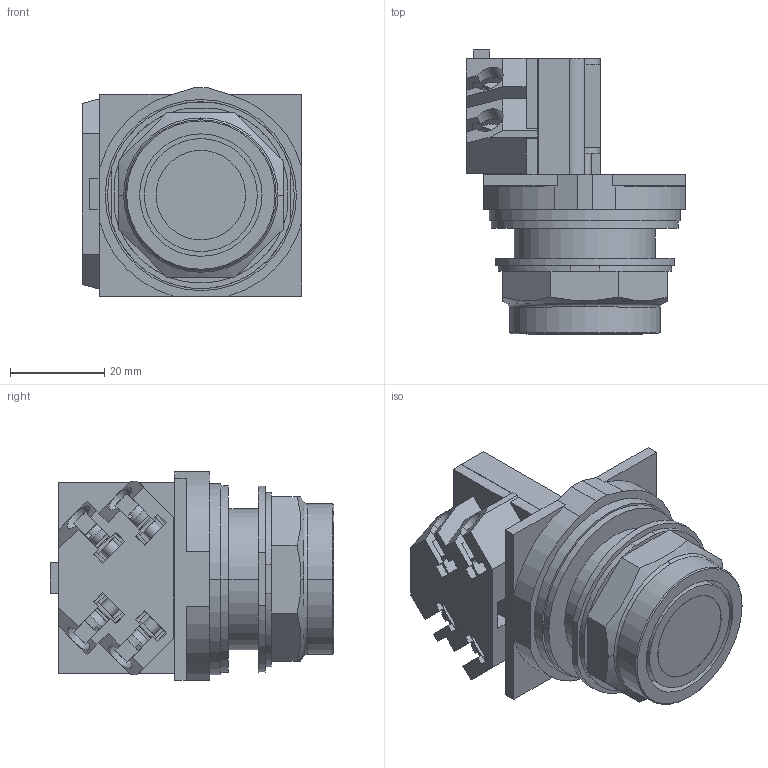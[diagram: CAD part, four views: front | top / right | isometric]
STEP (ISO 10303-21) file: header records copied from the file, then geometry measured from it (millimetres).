
FILE_DESCRIPTION((''),'2;1');
FILE_NAME('9001SKR1UH13_ASM','2021-04-06T14:23:50',('SESA592305'),('Schneider-Electric'),'CREO PARAMETRIC BY PTC INC, 2019471','CREO PARAMETRIC BY PTC INC, 2019471','');
FILE_SCHEMA(('AP242_MANAGED_MODEL_BASED_3D_ENGINEERING_MIM_LF { 1 0 10303 442 1 1 4 }'));
Products named in the file (6): LUMP1; LUMP2; PRODUCT_ID_1_PRODUCT_DEFINITION_ASM; 9001SKR1U_3D_ASM; 9001KA1_3D; 9001SKR1UH13_ASM
Assembly tree (5 placements, depth 4):
  9001SKR1UH13_ASM
    9001SKR1U_3D_ASM
      PRODUCT_ID_1_PRODUCT_DEFINITION_ASM
        LUMP1
        LUMP2
    9001KA1_3D
Bounding box: 46.63 x 60.3 x 44.2 mm (x, y, z)
Volume: 52838.5 mm3; surface area: 20708.7 mm2
Topology: 3 solids, 3 shells, 369 faces, 1021 edges, 665 vertices
Faces by surface type: plane 263, cylinder 92, cone 12, torus 2
Entity records: 97933 total; most frequent: CARTESIAN_POINT 82528, DIRECTION 2161, ORIENTED_EDGE 2042, POLYLINE 1386, EDGE_CURVE 1021, PRESENTATION_STYLE_ASSIGNMENT 859, STYLED_ITEM 853, CURVE_STYLE 827
